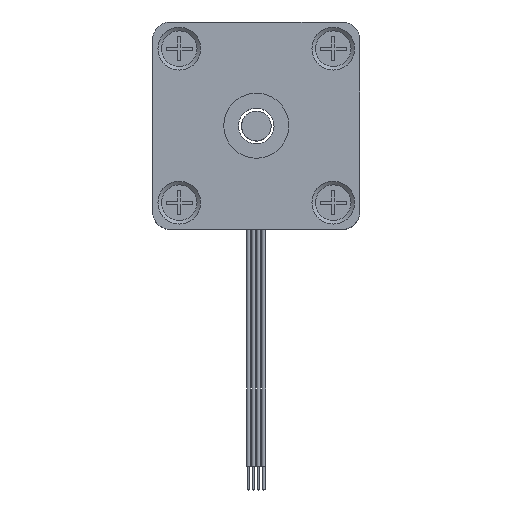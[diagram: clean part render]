
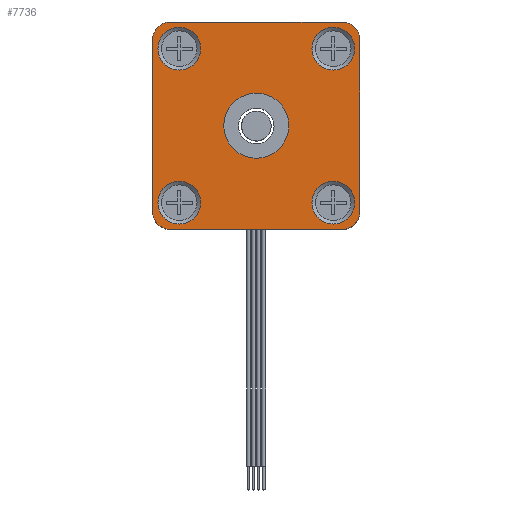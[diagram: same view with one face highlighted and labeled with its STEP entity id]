
A CAD part, top view. The second image highlights one B-rep face of the part: STEP entity #7736.
In plain terms, the highlighted face is planar.
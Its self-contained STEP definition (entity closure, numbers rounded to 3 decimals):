
#131=LINE('',#11755,#862);
#132=LINE('',#11759,#863);
#133=LINE('',#11763,#864);
#134=LINE('',#11767,#865);
#862=VECTOR('',#9346,29.);
#863=VECTOR('',#9349,29.);
#864=VECTOR('',#9352,29.);
#865=VECTOR('',#9355,29.);
#1579=PLANE('',#8268);
#2038=FACE_BOUND('',#2647,.T.);
#2039=FACE_BOUND('',#2648,.T.);
#2040=FACE_BOUND('',#2649,.T.);
#2041=FACE_BOUND('',#2650,.T.);
#2042=FACE_BOUND('',#2651,.T.);
#2149=FACE_OUTER_BOUND('',#2646,.T.);
#2646=EDGE_LOOP('',(#5610,#5611,#5612,#5613,#5614,#5615,#5616,#5617));
#2647=EDGE_LOOP('',(#5618));
#2648=EDGE_LOOP('',(#5619));
#2649=EDGE_LOOP('',(#5620));
#2650=EDGE_LOOP('',(#5621));
#2651=EDGE_LOOP('',(#5622));
#3084=CIRCLE('',#8222,5.5);
#3087=CIRCLE('',#8226,3.607);
#3089=CIRCLE('',#8229,3.607);
#3091=CIRCLE('',#8232,3.607);
#3093=CIRCLE('',#8235,3.607);
#3114=CIRCLE('',#8269,3.);
#3115=CIRCLE('',#8270,3.);
#3116=CIRCLE('',#8271,3.);
#3117=CIRCLE('',#8272,3.);
#3519=VERTEX_POINT('',#11660);
#3522=VERTEX_POINT('',#11667);
#3524=VERTEX_POINT('',#11672);
#3526=VERTEX_POINT('',#11677);
#3528=VERTEX_POINT('',#11682);
#3557=VERTEX_POINT('',#11753);
#3558=VERTEX_POINT('',#11754);
#3559=VERTEX_POINT('',#11756);
#3560=VERTEX_POINT('',#11758);
#3561=VERTEX_POINT('',#11760);
#3562=VERTEX_POINT('',#11762);
#3563=VERTEX_POINT('',#11764);
#3564=VERTEX_POINT('',#11766);
#4325=EDGE_CURVE('',#3519,#3519,#3084,.T.);
#4328=EDGE_CURVE('',#3522,#3522,#3087,.T.);
#4330=EDGE_CURVE('',#3524,#3524,#3089,.T.);
#4332=EDGE_CURVE('',#3526,#3526,#3091,.T.);
#4334=EDGE_CURVE('',#3528,#3528,#3093,.T.);
#4363=EDGE_CURVE('',#3557,#3558,#131,.T.);
#4364=EDGE_CURVE('',#3559,#3557,#3114,.T.);
#4365=EDGE_CURVE('',#3560,#3559,#132,.T.);
#4366=EDGE_CURVE('',#3561,#3560,#3115,.T.);
#4367=EDGE_CURVE('',#3562,#3561,#133,.T.);
#4368=EDGE_CURVE('',#3563,#3562,#3116,.T.);
#4369=EDGE_CURVE('',#3564,#3563,#134,.T.);
#4370=EDGE_CURVE('',#3558,#3564,#3117,.T.);
#5610=ORIENTED_EDGE('',*,*,#4363,.F.);
#5611=ORIENTED_EDGE('',*,*,#4364,.F.);
#5612=ORIENTED_EDGE('',*,*,#4365,.F.);
#5613=ORIENTED_EDGE('',*,*,#4366,.F.);
#5614=ORIENTED_EDGE('',*,*,#4367,.F.);
#5615=ORIENTED_EDGE('',*,*,#4368,.F.);
#5616=ORIENTED_EDGE('',*,*,#4369,.F.);
#5617=ORIENTED_EDGE('',*,*,#4370,.F.);
#5618=ORIENTED_EDGE('',*,*,#4328,.F.);
#5619=ORIENTED_EDGE('',*,*,#4330,.F.);
#5620=ORIENTED_EDGE('',*,*,#4332,.F.);
#5621=ORIENTED_EDGE('',*,*,#4334,.F.);
#5622=ORIENTED_EDGE('',*,*,#4325,.F.);
#7736=ADVANCED_FACE('',(#2149,#2038,#2039,#2040,#2041,#2042),#1579,.F.);
#8222=AXIS2_PLACEMENT_3D('',#11661,#9244,#9245);
#8226=AXIS2_PLACEMENT_3D('',#11668,#9252,#9253);
#8229=AXIS2_PLACEMENT_3D('',#11673,#9258,#9259);
#8232=AXIS2_PLACEMENT_3D('',#11678,#9264,#9265);
#8235=AXIS2_PLACEMENT_3D('',#11683,#9270,#9271);
#8268=AXIS2_PLACEMENT_3D('',#11752,#9344,#9345);
#8269=AXIS2_PLACEMENT_3D('',#11757,#9347,#9348);
#8270=AXIS2_PLACEMENT_3D('',#11761,#9350,#9351);
#8271=AXIS2_PLACEMENT_3D('',#11765,#9353,#9354);
#8272=AXIS2_PLACEMENT_3D('',#11768,#9356,#9357);
#9244=DIRECTION('center_axis',(0.,0.,-1.));
#9245=DIRECTION('ref_axis',(1.,0.,0.));
#9252=DIRECTION('center_axis',(0.,0.,-1.));
#9253=DIRECTION('ref_axis',(0.,1.,0.));
#9258=DIRECTION('center_axis',(0.,0.,-1.));
#9259=DIRECTION('ref_axis',(-1.,0.,0.));
#9264=DIRECTION('center_axis',(0.,0.,-1.));
#9265=DIRECTION('ref_axis',(-1.,0.,0.));
#9270=DIRECTION('center_axis',(0.,0.,-1.));
#9271=DIRECTION('ref_axis',(0.,1.,0.));
#9344=DIRECTION('center_axis',(0.,0.,1.));
#9345=DIRECTION('ref_axis',(1.,0.,0.));
#9346=DIRECTION('',(1.,0.,0.));
#9347=DIRECTION('center_axis',(0.,0.,1.));
#9348=DIRECTION('ref_axis',(-1.,0.,0.));
#9349=DIRECTION('',(0.,-1.,0.));
#9350=DIRECTION('center_axis',(0.,0.,1.));
#9351=DIRECTION('ref_axis',(-1.,0.,0.));
#9352=DIRECTION('',(-1.,0.,0.));
#9353=DIRECTION('center_axis',(0.,0.,1.));
#9354=DIRECTION('ref_axis',(-1.,0.,0.));
#9355=DIRECTION('',(0.,1.,0.));
#9356=DIRECTION('center_axis',(0.,0.,1.));
#9357=DIRECTION('ref_axis',(-1.,0.,0.));
#11660=CARTESIAN_POINT('',(5.5,0.,0.));
#11661=CARTESIAN_POINT('Origin',(0.,0.,0.));
#11667=CARTESIAN_POINT('',(13.,16.607,0.));
#11668=CARTESIAN_POINT('Origin',(13.,13.,0.));
#11672=CARTESIAN_POINT('',(-16.607,13.,0.));
#11673=CARTESIAN_POINT('Origin',(-13.,13.,0.));
#11677=CARTESIAN_POINT('',(-16.607,-13.,0.));
#11678=CARTESIAN_POINT('Origin',(-13.,-13.,0.));
#11682=CARTESIAN_POINT('',(13.,-9.393,0.));
#11683=CARTESIAN_POINT('Origin',(13.,-13.,0.));
#11752=CARTESIAN_POINT('Origin',(14.5,-14.5,0.));
#11753=CARTESIAN_POINT('',(-14.5,-17.5,0.));
#11754=CARTESIAN_POINT('',(14.5,-17.5,0.));
#11755=CARTESIAN_POINT('',(14.5,-17.5,0.));
#11756=CARTESIAN_POINT('',(-17.5,-14.5,0.));
#11757=CARTESIAN_POINT('Origin',(-14.5,-14.5,0.));
#11758=CARTESIAN_POINT('',(-17.5,14.5,0.));
#11759=CARTESIAN_POINT('',(-17.5,-14.5,0.));
#11760=CARTESIAN_POINT('',(-14.5,17.5,0.));
#11761=CARTESIAN_POINT('Origin',(-14.5,14.5,0.));
#11762=CARTESIAN_POINT('',(14.5,17.5,0.));
#11763=CARTESIAN_POINT('',(14.5,17.5,0.));
#11764=CARTESIAN_POINT('',(17.5,14.5,0.));
#11765=CARTESIAN_POINT('Origin',(14.5,14.5,0.));
#11766=CARTESIAN_POINT('',(17.5,-14.5,0.));
#11767=CARTESIAN_POINT('',(17.5,-14.5,0.));
#11768=CARTESIAN_POINT('Origin',(14.5,-14.5,0.));
